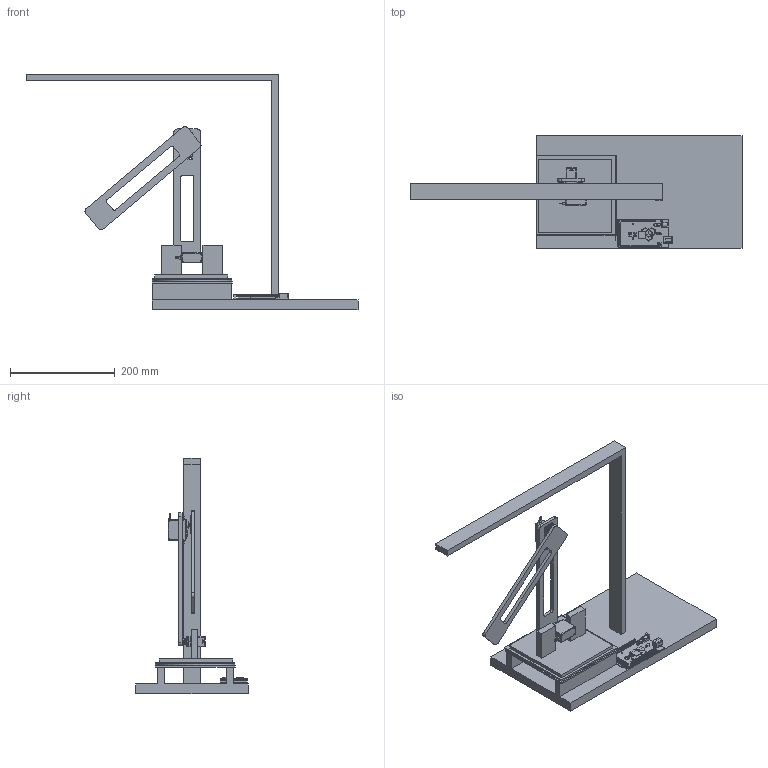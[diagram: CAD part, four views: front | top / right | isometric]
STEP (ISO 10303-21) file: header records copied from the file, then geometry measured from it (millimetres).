
FILE_DESCRIPTION(/* description */ (''),/* implementation_level */ '2;1');
FILE_NAME(/* name */ 'Full Final Assembly Robot Arm.step',/* time_stamp */ '2016-12-06T22:00:32-05:00',/* author */ (''),/* organization */ (''),/* preprocessor_version */ 'ST-DEVELOPER v16',/* originating_system */ 'SIEMENS PLM Software NX 10.0',/* authorisation */ '');
FILE_SCHEMA (('AUTOMOTIVE_DESIGN { 1 0 10303 214 3 1 1 1 }'));
Length unit declared in the file: inch
Products named in the file (10): Elbow to End Link; Shoulder To Elbow Link; Servo Horn; Servo Motor; Shoulder Base; Lazy Susan Turntable; Arduino Mega 2560; Robot Base; 5V Power Supply Unit; Final Assembly
Assembly tree (11 placements, depth 2):
  Final Assembly
    5V Power Supply Unit
    Robot Base
    Arduino Mega 2560
    Lazy Susan Turntable
    Shoulder Base
    Servo Motor  x2
    Servo Horn  x2
    Shoulder To Elbow Link
    Elbow to End Link
Bounding box: 635 x 215.9 x 450.85 mm (x, y, z)
Volume: 2674633.2 mm3; surface area: 496418.3 mm2
Topology: 39 solids, 40 shells, 1437 faces, 3810 edges, 2495 vertices
Faces by surface type: plane 1079, cylinder 290, bspline 32, torus 30, sphere 6
Full cylindrical faces by diameter (mm): 1.196 x1, 151.717 x1
Entity records: 37549 total; most frequent: CARTESIAN_POINT 6692, ORIENTED_EDGE 5738, DIRECTION 5321, EDGE_CURVE 2869, LINE 2383, VECTOR 2383, VERTEX_POINT 1888, AXIS2_PLACEMENT_3D 1469
